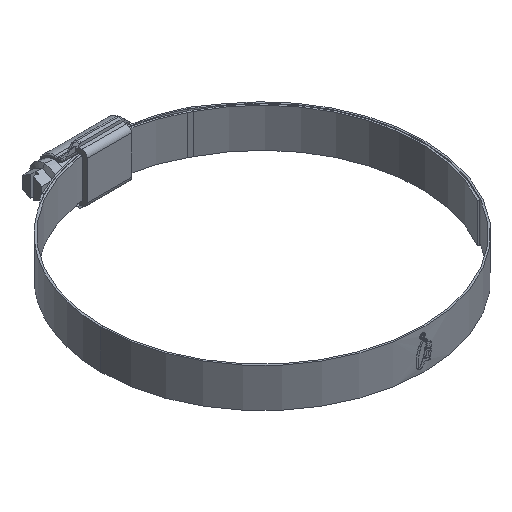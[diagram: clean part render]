
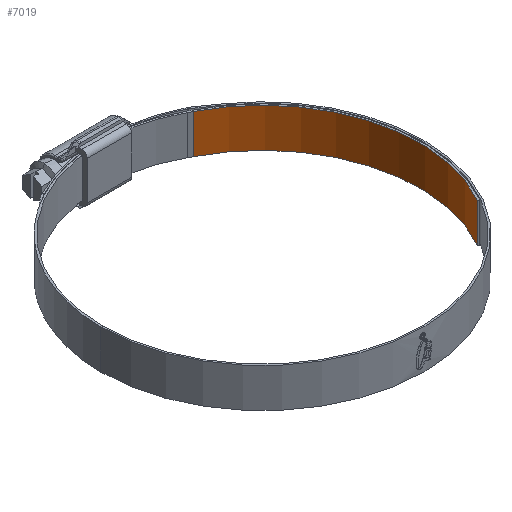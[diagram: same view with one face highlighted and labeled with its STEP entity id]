
A CAD part, isometric view. The second image highlights one B-rep face of the part: STEP entity #7019.
In plain terms, the highlighted cylindrical face has radius 64 mm (diameter 128 mm), a partial arc.
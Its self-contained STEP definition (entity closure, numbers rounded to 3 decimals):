
#97 = VECTOR ( 'NONE', #8544, 1000. ) ;
#446 = DIRECTION ( 'NONE',  ( 1., 0., 0. ) ) ;
#831 = DIRECTION ( 'NONE',  ( 1., 0., 0. ) ) ;
#1042 = AXIS2_PLACEMENT_3D ( 'NONE', #6204, #8477, #8578 ) ;
#1119 = ORIENTED_EDGE ( 'NONE', *, *, #4970, .F. ) ;
#1332 = EDGE_CURVE ( 'NONE', #8261, #8961, #4592, .T. ) ;
#1377 = EDGE_CURVE ( 'NONE', #3257, #8261, #5032, .T. ) ;
#2033 = DIRECTION ( 'NONE',  ( 0., 0., -1. ) ) ;
#2329 = CARTESIAN_POINT ( 'NONE',  ( 0., 0., 7.95 ) ) ;
#2675 = ORIENTED_EDGE ( 'NONE', *, *, #7898, .F. ) ;
#2756 = CARTESIAN_POINT ( 'NONE',  ( 55.426, -32., -7.95 ) ) ;
#2992 = CARTESIAN_POINT ( 'NONE',  ( 28.995, 57.055, 7.95 ) ) ;
#3059 = CIRCLE ( 'NONE', #6003, 64. ) ;
#3116 = ORIENTED_EDGE ( 'NONE', *, *, #1332, .T. ) ;
#3257 = VERTEX_POINT ( 'NONE', #8091 ) ;
#3630 = CARTESIAN_POINT ( 'NONE',  ( 28.995, 57.055, -7.95 ) ) ;
#3852 = FACE_OUTER_BOUND ( 'NONE', #7902, .T. ) ;
#3888 = VECTOR ( 'NONE', #2033, 1000. ) ;
#4050 = AXIS2_PLACEMENT_3D ( 'NONE', #2329, #5355, #831 ) ;
#4352 = LINE ( 'NONE', #5224, #3888 ) ;
#4404 = DIRECTION ( 'NONE',  ( 0., 0., 1. ) ) ;
#4592 = LINE ( 'NONE', #2992, #97 ) ;
#4970 = EDGE_CURVE ( 'NONE', #3257, #7186, #4352, .T. ) ;
#5032 = CIRCLE ( 'NONE', #4050, 64. ) ;
#5224 = CARTESIAN_POINT ( 'NONE',  ( 55.426, -32., 7.95 ) ) ;
#5355 = DIRECTION ( 'NONE',  ( 0., 0., 1. ) ) ;
#6003 = AXIS2_PLACEMENT_3D ( 'NONE', #9045, #4404, #446 ) ;
#6129 = ORIENTED_EDGE ( 'NONE', *, *, #1377, .T. ) ;
#6204 = CARTESIAN_POINT ( 'NONE',  ( 0., 0., 7.95 ) ) ;
#7019 = ADVANCED_FACE ( 'NONE', ( #3852 ), #9519, .F. ) ;
#7186 = VERTEX_POINT ( 'NONE', #2756 ) ;
#7735 = CARTESIAN_POINT ( 'NONE',  ( 28.995, 57.055, 7.95 ) ) ;
#7898 = EDGE_CURVE ( 'NONE', #7186, #8961, #3059, .T. ) ;
#7902 = EDGE_LOOP ( 'NONE', ( #2675, #1119, #6129, #3116 ) ) ;
#8091 = CARTESIAN_POINT ( 'NONE',  ( 55.426, -32., 7.95 ) ) ;
#8261 = VERTEX_POINT ( 'NONE', #7735 ) ;
#8477 = DIRECTION ( 'NONE',  ( 0., 0., -1. ) ) ;
#8544 = DIRECTION ( 'NONE',  ( 0., 0., -1. ) ) ;
#8578 = DIRECTION ( 'NONE',  ( -1., 0., 0. ) ) ;
#8961 = VERTEX_POINT ( 'NONE', #3630 ) ;
#9045 = CARTESIAN_POINT ( 'NONE',  ( 0., 0., -7.95 ) ) ;
#9519 = CYLINDRICAL_SURFACE ( 'NONE', #1042, 64. ) ;
